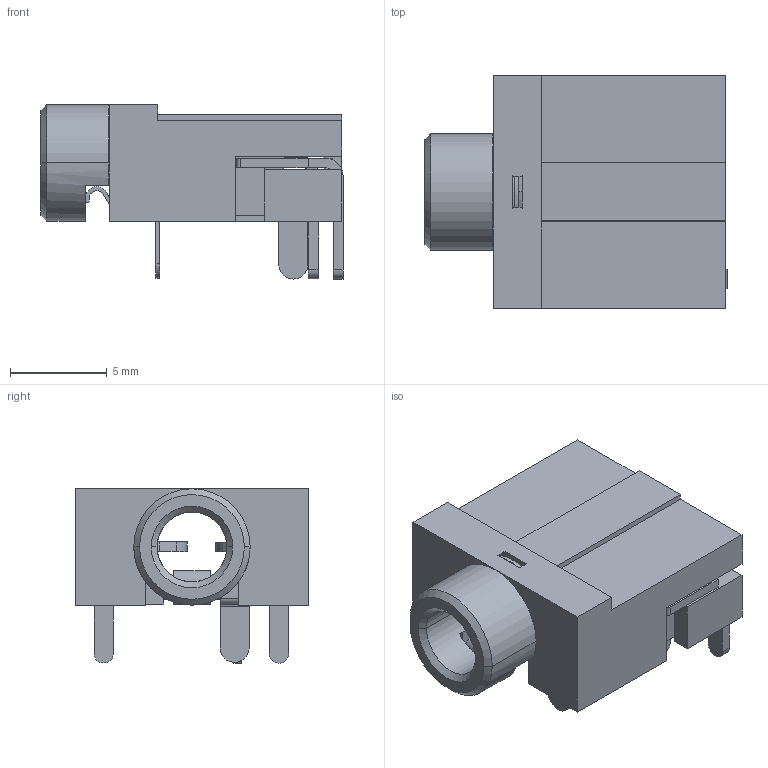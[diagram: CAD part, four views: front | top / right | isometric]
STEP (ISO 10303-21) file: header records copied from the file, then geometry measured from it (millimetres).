
FILE_DESCRIPTION(('STEP AP214'),'1');
FILE_NAME('klbr_4.stp','2017-04-11T14:59:28',('TraceParts'),('TraceParts S.A.'),'Spatial InterOp 3D',' ',' ');
FILE_SCHEMA(('automotive_design'));
Length unit declared in the file: millimetre
Products named in the file (1): klbr_4
Bounding box: 15.58 x 12 x 8.99 mm (x, y, z)
Volume: 593 mm3; surface area: 1416.2 mm2
Topology: 1 solids, 1 shells, 297 faces, 894 edges, 585 vertices
Faces by surface type: plane 213, cylinder 69, torus 9, cone 6
Entity records: 10043 total; most frequent: CARTESIAN_POINT 1796, ORIENTED_EDGE 1788, DIRECTION 1670, EDGE_CURVE 894, LINE 708, VECTOR 708, VERTEX_POINT 585, AXIS2_PLACEMENT_3D 481
